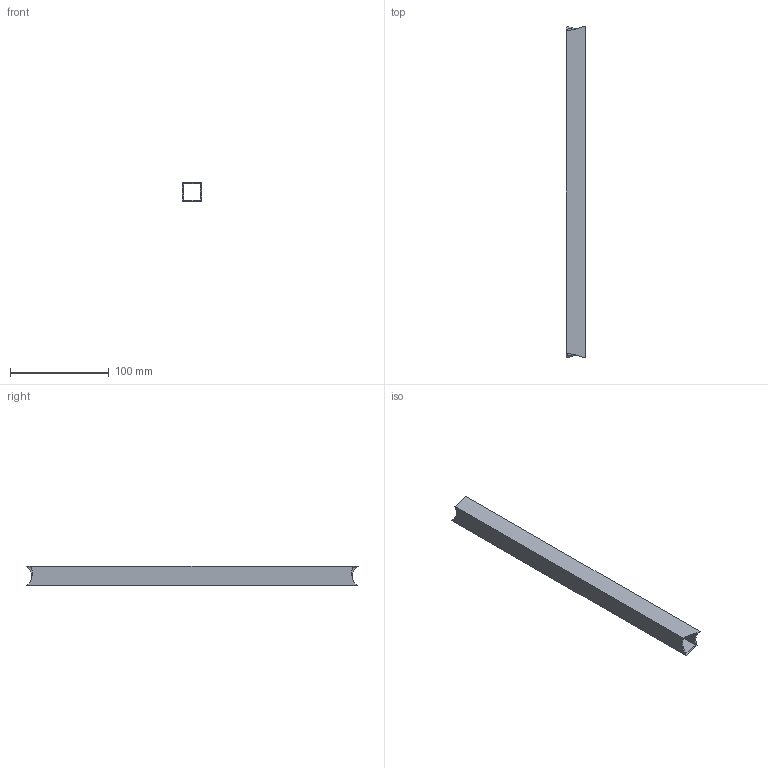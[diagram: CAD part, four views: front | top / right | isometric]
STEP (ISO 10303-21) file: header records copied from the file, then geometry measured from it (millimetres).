
FILE_DESCRIPTION(('CATIA V5 STEP Exchange'),'2;1');
FILE_NAME('105.stp','2018-12-05T18:02:53+00:00',('none'),('none'),'CATIA Version 5 Release 19 SP 2 (IN-10)','CATIA V5 STEP AP203','none');
FILE_SCHEMA(('CONFIG_CONTROL_DESIGN'));
Length unit declared in the file: millimetre
Products named in the file (1): Shape_766
Bounding box: 20 x 335.57 x 20 mm (x, y, z)
Volume: 36293.9 mm3; surface area: 48667.1 mm2
Topology: 1 solids, 1 shells, 12 faces, 36 edges, 24 vertices
Faces by surface type: plane 8, cylinder 4
Entity records: 536 total; most frequent: CARTESIAN_POINT 211, ORIENTED_EDGE 72, DIRECTION 36, EDGE_CURVE 36, B_SPLINE_CURVE_WITH_KNOTS 24, VERTEX_POINT 24, AXIS2_PLACEMENT_3D 13, VECTOR 12
